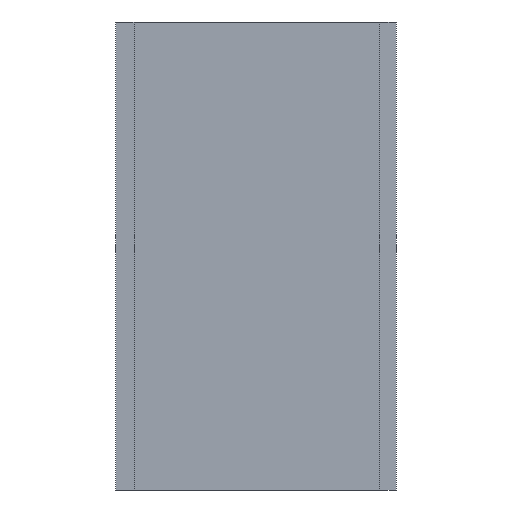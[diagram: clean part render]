
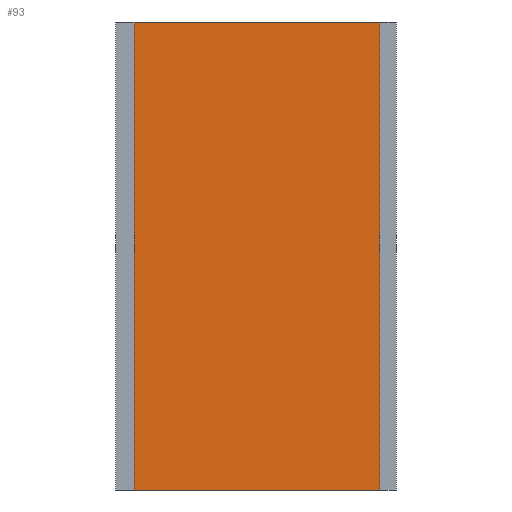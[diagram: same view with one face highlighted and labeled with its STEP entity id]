
A CAD part, front view. The second image highlights one B-rep face of the part: STEP entity #93.
In plain terms, the highlighted planar face has unit normal (0, -1, 0).
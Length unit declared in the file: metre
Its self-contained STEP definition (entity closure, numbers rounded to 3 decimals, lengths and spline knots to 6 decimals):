
#93=ADVANCED_FACE('0:6227',(#163),#164,.T.);
#163=FACE_OUTER_BOUND('',#235,.T.);
#164=PLANE('',#236);
#235=EDGE_LOOP('',(#487,#488,#489,#490));
#236=AXIS2_PLACEMENT_3D('',#491,#492,#493);
#487=ORIENTED_EDGE('',*,*,#643,.T.);
#488=ORIENTED_EDGE('',*,*,#561,.T.);
#489=ORIENTED_EDGE('',*,*,#645,.F.);
#490=ORIENTED_EDGE('',*,*,#646,.F.);
#491=CARTESIAN_POINT('',(0.001556,-0.001362,0.0));
#492=DIRECTION('',(0.0,-1.0,0.0));
#493=DIRECTION('',(1.0,0.0,-0.0));
#561=EDGE_CURVE('0:6500',#669,#667,#670,.F.);
#643=EDGE_CURVE('0:6494',#804,#669,#805,.T.);
#645=EDGE_CURVE('0:6503',#807,#667,#808,.T.);
#646=EDGE_CURVE('0:6506',#804,#807,#809,.T.);
#667=VERTEX_POINT('',#837);
#669=VERTEX_POINT('',#840);
#670=LINE('',#841,#842);
#804=VERTEX_POINT('',#1055);
#805=LINE('',#1056,#1057);
#807=VERTEX_POINT('',#1060);
#808=LINE('',#1061,#1062);
#809=LINE('',#1063,#1064);
#837=CARTESIAN_POINT('',(-0.005003,-0.001362,0.025));
#840=CARTESIAN_POINT('',(0.008114,-0.001362,0.025));
#841=CARTESIAN_POINT('',(0.000778,-0.001362,0.025));
#842=VECTOR('',#1089,1.0);
#1055=CARTESIAN_POINT('',(0.008114,-0.001362,0.0));
#1056=CARTESIAN_POINT('',(0.008114,-0.001362,0.0));
#1057=VECTOR('',#1175,1.0);
#1060=CARTESIAN_POINT('',(-0.005003,-0.001362,0.0));
#1061=CARTESIAN_POINT('',(-0.005003,-0.001362,0.0));
#1062=VECTOR('',#1177,1.0);
#1063=CARTESIAN_POINT('',(0.008114,-0.001362,0.0));
#1064=VECTOR('',#1178,1.0);
#1089=DIRECTION('',(1.0,0.0,-0.0));
#1175=DIRECTION('',(0.0,0.0,1.0));
#1177=DIRECTION('',(0.0,0.0,1.0));
#1178=DIRECTION('',(-1.0,0.0,0.0));
